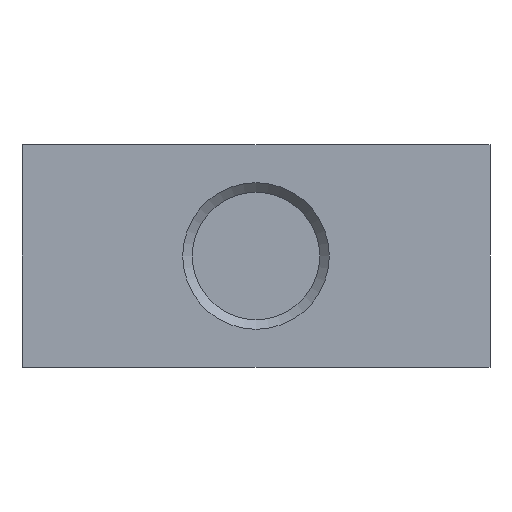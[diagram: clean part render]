
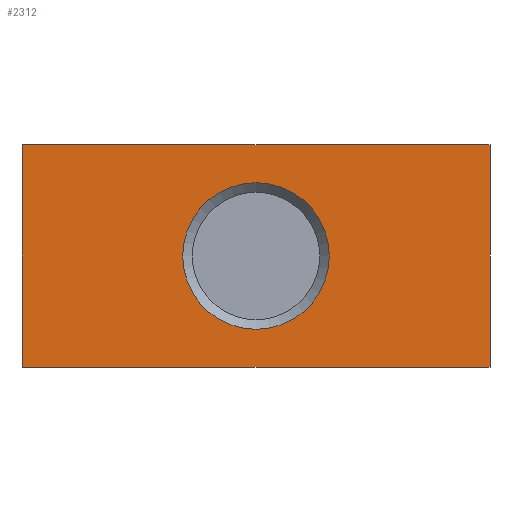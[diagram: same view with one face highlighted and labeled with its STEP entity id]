
A CAD part, front view. The second image highlights one B-rep face of the part: STEP entity #2312.
In plain terms, the highlighted planar face has unit normal (0, -1, 0).
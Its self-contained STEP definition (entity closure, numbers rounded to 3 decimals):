
#106=LINE('',#3387,#366);
#129=LINE('',#3445,#389);
#213=LINE('',#3658,#473);
#219=LINE('',#3668,#479);
#366=VECTOR('',#2691,1000.);
#389=VECTOR('',#2728,1000.);
#473=VECTOR('',#2904,1000.);
#479=VECTOR('',#2912,1000.);
#808=ORIENTED_EDGE('',*,*,#1452,.F.);
#809=ORIENTED_EDGE('',*,*,#1337,.T.);
#810=ORIENTED_EDGE('',*,*,#1450,.F.);
#811=ORIENTED_EDGE('',*,*,#1309,.F.);
#812=ORIENTED_EDGE('',*,*,#1444,.T.);
#1309=EDGE_CURVE('',#1645,#1646,#106,.T.);
#1337=EDGE_CURVE('',#1674,#1673,#129,.T.);
#1444=EDGE_CURVE('',#1645,#1674,#213,.T.);
#1450=EDGE_CURVE('',#1646,#1673,#219,.T.);
#1452=EDGE_CURVE('',#1760,#1760,#1856,.T.);
#1645=VERTEX_POINT('',#3386);
#1646=VERTEX_POINT('',#3388);
#1673=VERTEX_POINT('',#3444);
#1674=VERTEX_POINT('',#3446);
#1760=VERTEX_POINT('',#3672);
#1856=CIRCLE('',#2494,6.579);
#1929=EDGE_LOOP('',(#808));
#1930=EDGE_LOOP('',(#809,#810,#811,#812));
#2079=FACE_BOUND('',#1929,.T.);
#2080=FACE_BOUND('',#1930,.T.);
#2216=PLANE('',#2493);
#2312=ADVANCED_FACE('',(#2079,#2080),#2216,.F.);
#2493=AXIS2_PLACEMENT_3D('',#3670,#2914,#2915);
#2494=AXIS2_PLACEMENT_3D('',#3671,#2916,#2917);
#2691=DIRECTION('',(1.,0.,0.));
#2728=DIRECTION('',(1.,0.,0.));
#2904=DIRECTION('',(0.,0.,-1.));
#2912=DIRECTION('',(0.,0.,-1.));
#2914=DIRECTION('',(0.,1.,0.));
#2915=DIRECTION('',(0.,0.,1.));
#2916=DIRECTION('',(0.,-1.,0.));
#2917=DIRECTION('',(0.,0.,-1.));
#3386=CARTESIAN_POINT('',(-21.,-31.5,10.));
#3387=CARTESIAN_POINT('',(-21.,-31.5,10.));
#3388=CARTESIAN_POINT('',(21.,-31.5,10.));
#3444=CARTESIAN_POINT('',(21.,-31.5,-10.));
#3445=CARTESIAN_POINT('',(-21.,-31.5,-10.));
#3446=CARTESIAN_POINT('',(-21.,-31.5,-10.));
#3658=CARTESIAN_POINT('',(-21.,-31.5,10.));
#3668=CARTESIAN_POINT('',(21.,-31.5,10.));
#3670=CARTESIAN_POINT('',(-21.,-31.5,10.));
#3671=CARTESIAN_POINT('',(0.,-31.5,0.));
#3672=CARTESIAN_POINT('',(0.,-31.5,-6.579));
